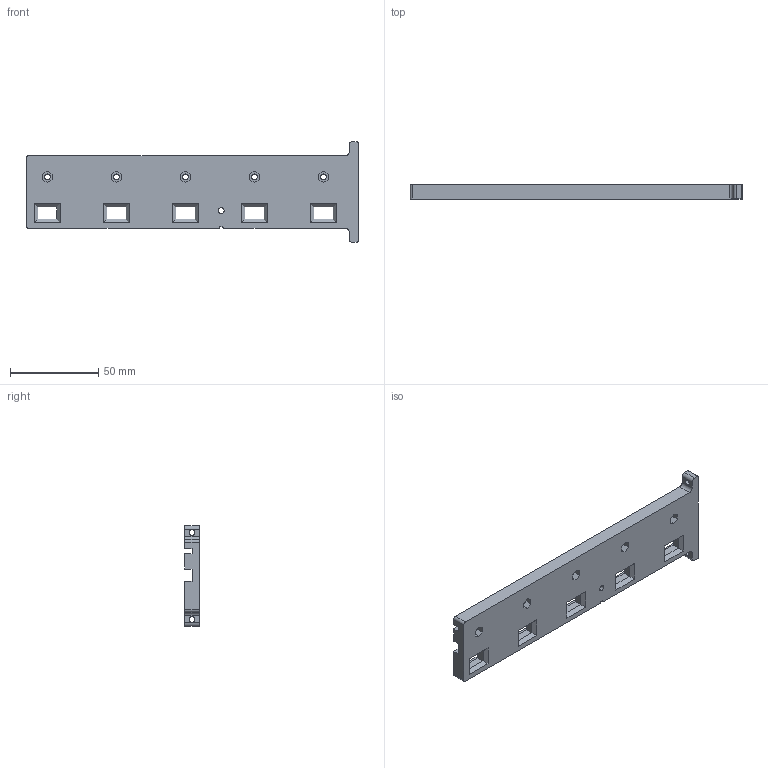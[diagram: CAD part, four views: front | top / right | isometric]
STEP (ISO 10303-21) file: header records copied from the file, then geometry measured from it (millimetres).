
FILE_DESCRIPTION (( 'STEP AP214' ), '1' );
FILE_NAME ('Part2.STEP', '2024-06-19T06:29:24', ( '' ), ( '' ), 'SwSTEP 2.0', 'SolidWorks 2023', '' );
FILE_SCHEMA (( 'AUTOMOTIVE_DESIGN' ));
Length unit declared in the file: millimetre
Products named in the file (1): Part2
Bounding box: 188 x 8 x 57.1 mm (x, y, z)
Volume: 48320 mm3; surface area: 23269.9 mm2
Topology: 1 solids, 1 shells, 183 faces, 508 edges, 332 vertices
Faces by surface type: plane 155, cylinder 28
Entity records: 5833 total; most frequent: CARTESIAN_POINT 1024, ORIENTED_EDGE 1016, DIRECTION 932, EDGE_CURVE 508, VECTOR 452, LINE 452, VERTEX_POINT 332, AXIS2_PLACEMENT_3D 240
